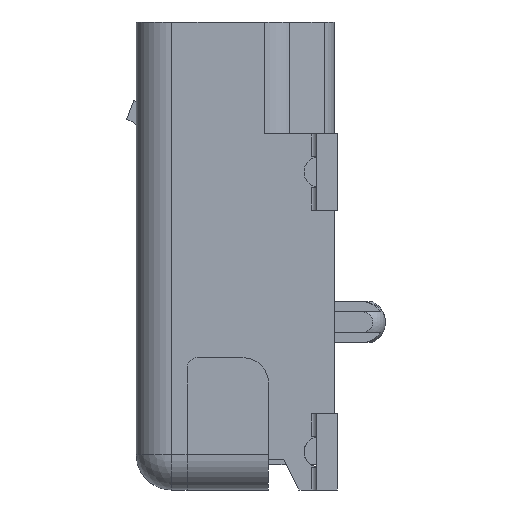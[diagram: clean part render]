
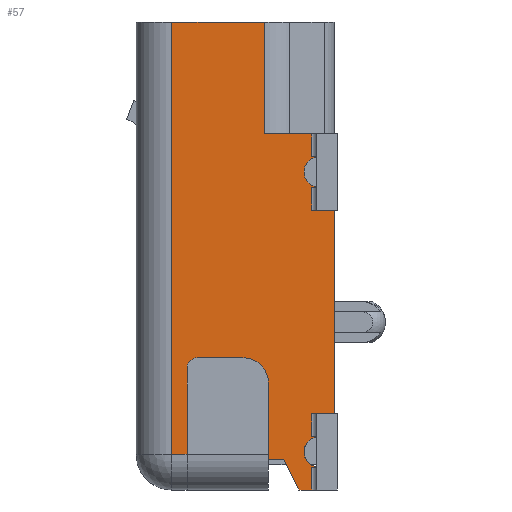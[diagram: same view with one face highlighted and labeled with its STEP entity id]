
A CAD part, left-side view. The second image highlights one B-rep face of the part: STEP entity #57.
In plain terms, the highlighted planar face has unit normal (-1, 0, 0).
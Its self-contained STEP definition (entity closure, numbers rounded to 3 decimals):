
#57=ADVANCED_FACE('',(#369),#370,.T.);
#369=FACE_OUTER_BOUND('',#985,.T.);
#370=PLANE('',#986);
#985=EDGE_LOOP('',(#2028,#2029,#2030,#2031,#2032,#2033,#2034,#2035,#2036,#2037,#2038,#2039,#2040,#2041,#2042,#2043,#2044,#2045,#2046,#2047,#2048,#2049,#2050,#2051,#2052,#2053));
#986=AXIS2_PLACEMENT_3D('',#2054,#2055,#2056);
#2028=ORIENTED_EDGE('',*,*,#4512,.F.);
#2029=ORIENTED_EDGE('',*,*,#4513,.T.);
#2030=ORIENTED_EDGE('',*,*,#4514,.T.);
#2031=ORIENTED_EDGE('',*,*,#4515,.F.);
#2032=ORIENTED_EDGE('',*,*,#4516,.T.);
#2033=ORIENTED_EDGE('',*,*,#4517,.T.);
#2034=ORIENTED_EDGE('',*,*,#4451,.F.);
#2035=ORIENTED_EDGE('',*,*,#4475,.T.);
#2036=ORIENTED_EDGE('',*,*,#4481,.F.);
#2037=ORIENTED_EDGE('',*,*,#4511,.T.);
#2038=ORIENTED_EDGE('',*,*,#4518,.T.);
#2039=ORIENTED_EDGE('',*,*,#4519,.F.);
#2040=ORIENTED_EDGE('',*,*,#4520,.T.);
#2041=ORIENTED_EDGE('',*,*,#4521,.F.);
#2042=ORIENTED_EDGE('',*,*,#4522,.F.);
#2043=ORIENTED_EDGE('',*,*,#4523,.F.);
#2044=ORIENTED_EDGE('',*,*,#4493,.F.);
#2045=ORIENTED_EDGE('',*,*,#4524,.F.);
#2046=ORIENTED_EDGE('',*,*,#4525,.F.);
#2047=ORIENTED_EDGE('',*,*,#4526,.T.);
#2048=ORIENTED_EDGE('',*,*,#4527,.T.);
#2049=ORIENTED_EDGE('',*,*,#4528,.F.);
#2050=ORIENTED_EDGE('',*,*,#4529,.T.);
#2051=ORIENTED_EDGE('',*,*,#4530,.F.);
#2052=ORIENTED_EDGE('',*,*,#4531,.T.);
#2053=ORIENTED_EDGE('',*,*,#4532,.F.);
#2054=CARTESIAN_POINT('',(-3.85,1.25,0.0));
#2055=DIRECTION('',(-1.0,0.0,0.0));
#2056=DIRECTION('',(0.0,0.0,1.0));
#4451=EDGE_CURVE('',#5288,#5289,#5290,.T.);
#4475=EDGE_CURVE('',#5288,#5336,#5337,.T.);
#4481=EDGE_CURVE('',#5344,#5336,#5347,.T.);
#4493=EDGE_CURVE('',#5367,#5369,#5370,.T.);
#4511=EDGE_CURVE('',#5344,#5401,#5403,.T.);
#4512=EDGE_CURVE('',#5404,#5405,#5406,.T.);
#4513=EDGE_CURVE('',#5404,#5407,#5408,.T.);
#4514=EDGE_CURVE('',#5407,#5409,#5410,.T.);
#4515=EDGE_CURVE('',#5411,#5409,#5412,.T.);
#4516=EDGE_CURVE('',#5411,#5413,#5414,.T.);
#4517=EDGE_CURVE('',#5413,#5289,#5415,.T.);
#4518=EDGE_CURVE('',#5401,#5416,#5417,.T.);
#4519=EDGE_CURVE('',#5418,#5416,#5419,.T.);
#4520=EDGE_CURVE('',#5418,#5420,#5421,.T.);
#4521=EDGE_CURVE('',#5422,#5420,#5423,.T.);
#4522=EDGE_CURVE('',#5424,#5422,#5425,.T.);
#4523=EDGE_CURVE('',#5369,#5424,#5426,.T.);
#4524=EDGE_CURVE('',#5427,#5367,#5428,.T.);
#4525=EDGE_CURVE('',#5429,#5427,#5430,.T.);
#4526=EDGE_CURVE('',#5429,#5431,#5432,.T.);
#4527=EDGE_CURVE('',#5431,#5433,#5434,.T.);
#4528=EDGE_CURVE('',#5435,#5433,#5436,.T.);
#4529=EDGE_CURVE('',#5435,#5437,#5438,.T.);
#4530=EDGE_CURVE('',#5439,#5437,#5440,.T.);
#4531=EDGE_CURVE('',#5439,#5441,#5442,.T.);
#4532=EDGE_CURVE('',#5405,#5441,#5443,.T.);
#5288=VERTEX_POINT('',#6657);
#5289=VERTEX_POINT('',#6658);
#5290=LINE('',#6659,#6660);
#5336=VERTEX_POINT('',#6717);
#5337=LINE('',#6718,#6719);
#5344=VERTEX_POINT('',#6727);
#5347=LINE('',#6730,#6731);
#5367=VERTEX_POINT('',#6761);
#5369=VERTEX_POINT('',#6763);
#5370=LINE('',#6764,#6765);
#5401=VERTEX_POINT('',#6807);
#5403=LINE('',#6810,#6811);
#5404=VERTEX_POINT('',#6812);
#5405=VERTEX_POINT('',#6813);
#5406=LINE('',#6814,#6815);
#5407=VERTEX_POINT('',#6816);
#5408=CIRCLE('',#6817,0.3);
#5409=VERTEX_POINT('',#6818);
#5410=LINE('',#6819,#6820);
#5411=VERTEX_POINT('',#6821);
#5412=LINE('',#6822,#6823);
#5413=VERTEX_POINT('',#6824);
#5414=LINE('',#6825,#6826);
#5415=LINE('',#6827,#6828);
#5416=VERTEX_POINT('',#6829);
#5417=CIRCLE('',#6830,0.2);
#5418=VERTEX_POINT('',#6831);
#5419=LINE('',#6832,#6833);
#5420=VERTEX_POINT('',#6834);
#5421=CIRCLE('',#6835,0.5);
#5422=VERTEX_POINT('',#6836);
#5423=LINE('',#6837,#6838);
#5424=VERTEX_POINT('',#6839);
#5425=LINE('',#6840,#6841);
#5426=LINE('',#6842,#6843);
#5427=VERTEX_POINT('',#6844);
#5428=LINE('',#6845,#6846);
#5429=VERTEX_POINT('',#6847);
#5430=LINE('',#6848,#6849);
#5431=VERTEX_POINT('',#6850);
#5432=CIRCLE('',#6851,0.3);
#5433=VERTEX_POINT('',#6852);
#5434=LINE('',#6853,#6854);
#5435=VERTEX_POINT('',#6855);
#5436=LINE('',#6856,#6857);
#5437=VERTEX_POINT('',#6858);
#5438=LINE('',#6859,#6860);
#5439=VERTEX_POINT('',#6861);
#5440=LINE('',#6862,#6863);
#5441=VERTEX_POINT('',#6864);
#5442=LINE('',#6865,#6866);
#5443=LINE('',#6867,#6868);
#6657=CARTESIAN_POINT('',(-3.85,1.25,0.0));
#6658=CARTESIAN_POINT('',(-3.85,-0.576,0.0));
#6659=CARTESIAN_POINT('',(-3.85,1.25,0.0));
#6660=VECTOR('',#8751,1.826);
#6717=CARTESIAN_POINT('',(-3.85,1.25,-8.5));
#6718=CARTESIAN_POINT('',(-3.85,1.25,0.0));
#6719=VECTOR('',#8799,8.5);
#6727=CARTESIAN_POINT('',(-3.85,0.95,-8.5));
#6730=CARTESIAN_POINT('',(-3.85,0.95,-8.5));
#6731=VECTOR('',#8813,0.3);
#6761=CARTESIAN_POINT('',(-3.85,-1.5,-9.2));
#6763=CARTESIAN_POINT('',(-3.85,-1.25,-9.2));
#6764=CARTESIAN_POINT('',(-3.85,-1.5,-9.2));
#6765=VECTOR('',#8827,0.25);
#6807=CARTESIAN_POINT('',(-3.85,0.95,-6.8));
#6810=CARTESIAN_POINT('',(-3.85,0.95,-8.5));
#6811=VECTOR('',#8855,1.7);
#6812=CARTESIAN_POINT('',(-3.85,-1.65,-3.25));
#6813=CARTESIAN_POINT('',(-3.85,-1.5,-3.25));
#6814=CARTESIAN_POINT('',(-3.85,-1.65,-3.25));
#6815=VECTOR('',#8856,0.15);
#6816=CARTESIAN_POINT('',(-3.85,-1.65,-2.65));
#6817=AXIS2_PLACEMENT_3D('',#8857,#8858,#8859);
#6818=CARTESIAN_POINT('',(-3.85,-1.5,-2.65));
#6819=CARTESIAN_POINT('',(-3.85,-1.65,-2.65));
#6820=VECTOR('',#8860,0.15);
#6821=CARTESIAN_POINT('',(-3.85,-1.5,-2.2));
#6822=CARTESIAN_POINT('',(-3.85,-1.5,-2.2));
#6823=VECTOR('',#8861,0.45);
#6824=CARTESIAN_POINT('',(-3.85,-0.576,-2.2));
#6825=CARTESIAN_POINT('',(-3.85,-1.5,-2.2));
#6826=VECTOR('',#8862,0.924);
#6827=CARTESIAN_POINT('',(-3.85,-0.576,-2.2));
#6828=VECTOR('',#8863,2.2);
#6829=CARTESIAN_POINT('',(-3.85,0.75,-6.6));
#6830=AXIS2_PLACEMENT_3D('',#8864,#8865,#8866);
#6831=CARTESIAN_POINT('',(-3.85,-0.15,-6.6));
#6832=CARTESIAN_POINT('',(-3.85,-0.15,-6.6));
#6833=VECTOR('',#8867,0.9);
#6834=CARTESIAN_POINT('',(-3.85,-0.65,-7.1));
#6835=AXIS2_PLACEMENT_3D('',#8868,#8869,#8870);
#6836=CARTESIAN_POINT('',(-3.85,-0.65,-8.6));
#6837=CARTESIAN_POINT('',(-3.85,-0.65,-8.6));
#6838=VECTOR('',#8871,1.5);
#6839=CARTESIAN_POINT('',(-3.85,-0.95,-8.6));
#6840=CARTESIAN_POINT('',(-3.85,-0.95,-8.6));
#6841=VECTOR('',#8872,0.3);
#6842=CARTESIAN_POINT('',(-3.85,-1.25,-9.2));
#6843=VECTOR('',#8873,0.671);
#6844=CARTESIAN_POINT('',(-3.85,-1.5,-8.75));
#6845=CARTESIAN_POINT('',(-3.85,-1.5,-8.75));
#6846=VECTOR('',#8874,0.45);
#6847=CARTESIAN_POINT('',(-3.85,-1.65,-8.75));
#6848=CARTESIAN_POINT('',(-3.85,-1.65,-8.75));
#6849=VECTOR('',#8875,0.15);
#6850=CARTESIAN_POINT('',(-3.85,-1.65,-8.15));
#6851=AXIS2_PLACEMENT_3D('',#8876,#8877,#8878);
#6852=CARTESIAN_POINT('',(-3.85,-1.5,-8.15));
#6853=CARTESIAN_POINT('',(-3.85,-1.65,-8.15));
#6854=VECTOR('',#8879,0.15);
#6855=CARTESIAN_POINT('',(-3.85,-1.5,-7.7));
#6856=CARTESIAN_POINT('',(-3.85,-1.5,-7.7));
#6857=VECTOR('',#8880,0.45);
#6858=CARTESIAN_POINT('',(-3.85,-1.95,-7.7));
#6859=CARTESIAN_POINT('',(-3.85,-1.5,-7.7));
#6860=VECTOR('',#8881,0.45);
#6861=CARTESIAN_POINT('',(-3.85,-1.95,-3.7));
#6862=CARTESIAN_POINT('',(-3.85,-1.95,-3.7));
#6863=VECTOR('',#8882,4.0);
#6864=CARTESIAN_POINT('',(-3.85,-1.5,-3.7));
#6865=CARTESIAN_POINT('',(-3.85,-1.95,-3.7));
#6866=VECTOR('',#8883,0.45);
#6867=CARTESIAN_POINT('',(-3.85,-1.5,-3.25));
#6868=VECTOR('',#8884,0.45);
#8751=DIRECTION('',(0.0,-1.0,0.0));
#8799=DIRECTION('',(0.0,0.,-1.0));
#8813=DIRECTION('',(0.0,1.0,0.0));
#8827=DIRECTION('',(0.0,1.0,0.0));
#8855=DIRECTION('',(0.0,0.0,1.0));
#8856=DIRECTION('',(0.0,1.0,0.0));
#8857=CARTESIAN_POINT('',(-3.85,-1.65,-2.95));
#8858=DIRECTION('',(1.0,0.0,0.0));
#8859=DIRECTION('',(0.0,0.0,-1.0));
#8860=DIRECTION('',(0.0,1.0,0.0));
#8861=DIRECTION('',(0.0,0.0,-1.0));
#8862=DIRECTION('',(0.0,1.0,0.0));
#8863=DIRECTION('',(0.0,0.0,1.0));
#8864=CARTESIAN_POINT('',(-3.85,0.75,-6.8));
#8865=DIRECTION('',(1.0,0.0,0.0));
#8866=DIRECTION('',(0.0,1.0,0.0));
#8867=DIRECTION('',(0.0,1.0,0.0));
#8868=CARTESIAN_POINT('',(-3.85,-0.15,-7.1));
#8869=DIRECTION('',(1.0,0.0,-0.0));
#8870=DIRECTION('',(0.0,0.0,1.0));
#8871=DIRECTION('',(0.0,0.0,1.0));
#8872=DIRECTION('',(0.0,1.0,0.0));
#8873=DIRECTION('',(0.0,0.447,0.894));
#8874=DIRECTION('',(0.0,0.0,-1.0));
#8875=DIRECTION('',(0.0,1.0,0.0));
#8876=CARTESIAN_POINT('',(-3.85,-1.65,-8.45));
#8877=DIRECTION('',(1.0,0.0,0.0));
#8878=DIRECTION('',(0.0,0.0,-1.0));
#8879=DIRECTION('',(0.0,1.0,0.0));
#8880=DIRECTION('',(0.0,0.0,-1.0));
#8881=DIRECTION('',(0.0,-1.0,0.0));
#8882=DIRECTION('',(0.0,0.0,-1.0));
#8883=DIRECTION('',(0.0,1.0,0.0));
#8884=DIRECTION('',(0.0,0.0,-1.0));
